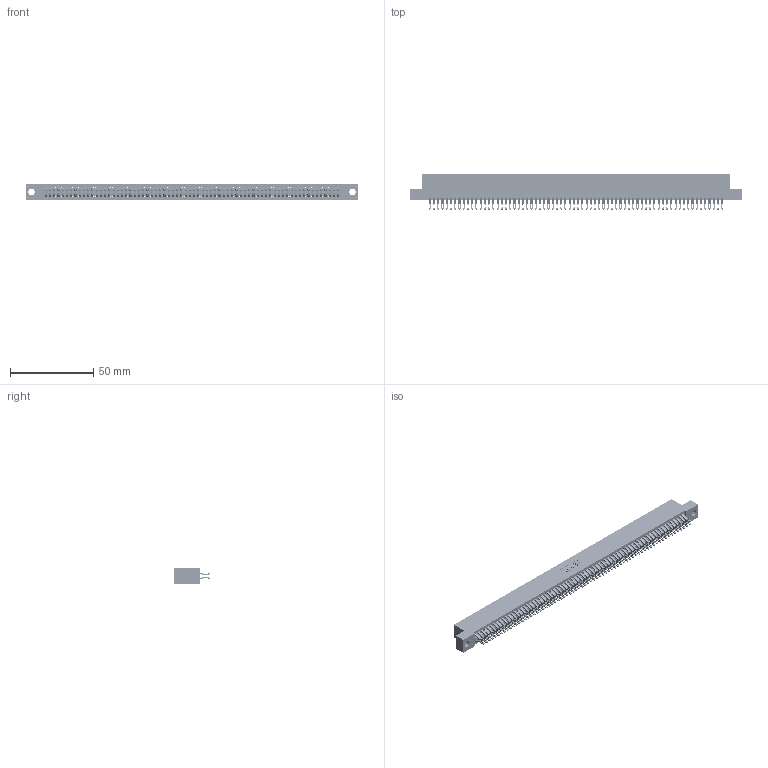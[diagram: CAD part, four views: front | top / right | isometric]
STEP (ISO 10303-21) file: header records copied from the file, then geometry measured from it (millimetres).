
FILE_DESCRIPTION (( 'STEP AP203' ), '1' );
FILE_NAME ('395-140-555-204.STEP', '2021-06-18T04:41:11', ( '' ), ( '' ), 'SwSTEP 2.0', 'SolidWorks 2020', '' );
FILE_SCHEMA (( 'CONFIG_CONTROL_DESIGN' ));
Length unit declared in the file: inch
Products named in the file (3): 345 Part_Flush Mounting Lugs - 0.156 Dia-TI; 345-292-001_555 Tail; 395-140-555-204
Assembly tree (141 placements, depth 2):
  395-140-555-204
    345 Part_Flush Mounting Lugs - 0.156 Dia-TI
    345-292-001_555 Tail  x140
Bounding box: 199.01 x 21.13 x 9.4 mm (x, y, z)
Volume: 19892 mm3; surface area: 31209.9 mm2
Topology: 141 solids, 141 shells, 7980 faces, 25157 edges, 16770 vertices
Faces by surface type: plane 4434, cylinder 3546
Entity records: 51899 total; most frequent: CARTESIAN_POINT 8712, ORIENTED_EDGE 8614, DIRECTION 7615, EDGE_CURVE 4307, LINE 3875, VECTOR 3875, VERTEX_POINT 2870, AXIS2_PLACEMENT_3D 1870
